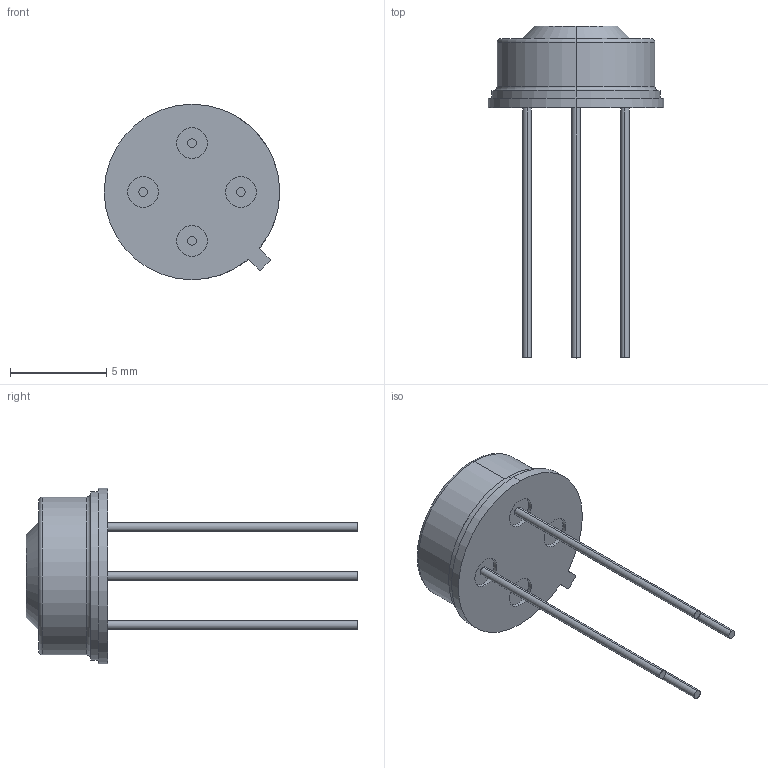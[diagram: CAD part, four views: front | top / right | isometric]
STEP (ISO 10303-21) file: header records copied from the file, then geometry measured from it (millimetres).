
FILE_DESCRIPTION (( 'STEP AP214' ), '1' );
FILE_NAME ('MLX90614ESF-DAA-000-TU.STEP', '2018-06-12T08:18:07', ( '' ), ( '' ), 'SwSTEP 2.0', 'SolidWorks 2017', '' );
FILE_SCHEMA (( 'AUTOMOTIVE_DESIGN' ));
Length unit declared in the file: millimetre
Products named in the file (1): MLX90614ESF-DAA-000-TU
Bounding box: 9.12 x 17.25 x 9.12 mm (x, y, z)
Volume: 217 mm3; surface area: 328.5 mm2
Topology: 6 solids, 6 shells, 61 faces, 119 edges, 78 vertices
Faces by surface type: cylinder 31, plane 24, torus 4, cone 2
Entity records: 1676 total; most frequent: DIRECTION 319, CARTESIAN_POINT 259, ORIENTED_EDGE 238, AXIS2_PLACEMENT_3D 138, EDGE_CURVE 119, VERTEX_POINT 78, CIRCLE 76, EDGE_LOOP 69
